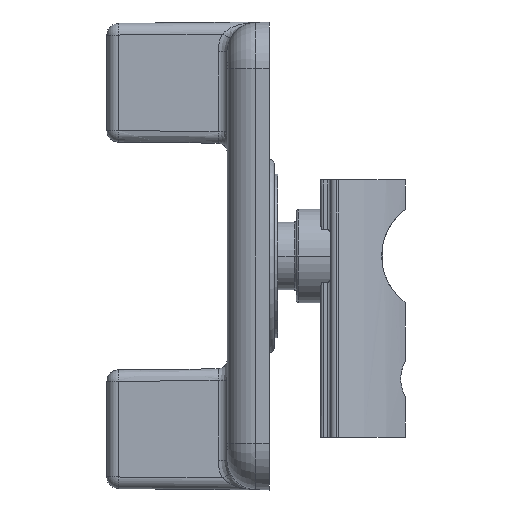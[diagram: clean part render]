
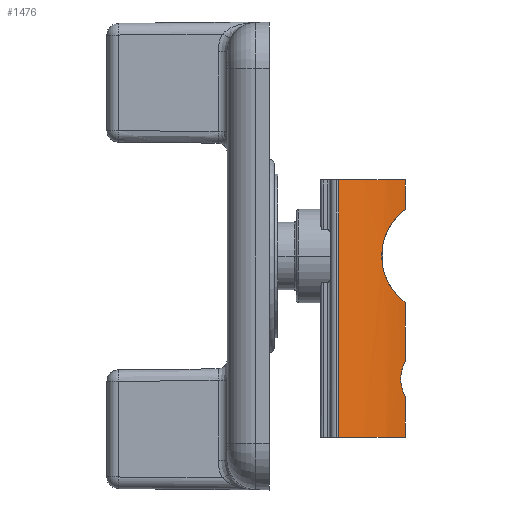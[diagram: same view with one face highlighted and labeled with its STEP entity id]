
A CAD part, left-side view. The second image highlights one B-rep face of the part: STEP entity #1476.
In plain terms, the highlighted cylindrical face has radius 15 mm (diameter 30 mm), a partial arc.
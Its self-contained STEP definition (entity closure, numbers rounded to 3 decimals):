
#22 = VERTEX_POINT ( 'NONE', #2897 ) ;
#117 = CARTESIAN_POINT ( 'NONE',  ( -3.808, -5.646, 13.398 ) ) ;
#141 = CARTESIAN_POINT ( 'NONE',  ( -3.17, -6.257, 18.593 ) ) ;
#195 = DIRECTION ( 'NONE',  ( 0., 0., 1. ) ) ;
#218 = CARTESIAN_POINT ( 'NONE',  ( -2.5, -6.818, 5.141 ) ) ;
#277 = EDGE_CURVE ( 'NONE', #6542, #5054, #5106, .T. ) ;
#491 = VERTEX_POINT ( 'NONE', #3686 ) ;
#540 = CARTESIAN_POINT ( 'NONE',  ( -6.702, -1.514, 22. ) ) ;
#639 = CARTESIAN_POINT ( 'NONE',  ( -2.328, -6.96, 11.68 ) ) ;
#662 = CARTESIAN_POINT ( 'NONE',  ( -4.122, -5.316, 14.406 ) ) ;
#690 = CARTESIAN_POINT ( 'NONE',  ( -2.328, -6.96, 19.32 ) ) ;
#757 = CARTESIAN_POINT ( 'NONE',  ( -2.489, -6.827, 4.726 ) ) ;
#827 = VERTEX_POINT ( 'NONE', #2396 ) ;
#941 = DIRECTION ( 'NONE',  ( 0., 0., 1. ) ) ;
#1109 = CYLINDRICAL_SURFACE ( 'NONE', #4269, 15. ) ;
#1133 = EDGE_CURVE ( 'NONE', #2300, #2168, #4947, .T. ) ;
#1156 = CARTESIAN_POINT ( 'NONE',  ( -2., -7.2, 11.5 ) ) ;
#1179 = CARTESIAN_POINT ( 'NONE',  ( -4.215, -5.215, 15.054 ) ) ;
#1272 = CARTESIAN_POINT ( 'NONE',  ( -2.41, -6.89, 4.321 ) ) ;
#1476 = ADVANCED_FACE ( 'NONE', ( #4381 ), #1109, .T. ) ;
#1506 = EDGE_CURVE ( 'NONE', #5357, #491, #3902, .T. ) ;
#1707 = CARTESIAN_POINT ( 'NONE',  ( -4.229, -5.2, 15.717 ) ) ;
#1737 = EDGE_CURVE ( 'NONE', #22, #6542, #5016, .T. ) ;
#1758 = CARTESIAN_POINT ( 'NONE',  ( -2., -7.2, 6.5 ) ) ;
#1809 = CARTESIAN_POINT ( 'NONE',  ( -2.154, -7.088, 3.705 ) ) ;
#1877 = CARTESIAN_POINT ( 'NONE',  ( -2., -7.2, 6.5 ) ) ;
#2041 = CARTESIAN_POINT ( 'NONE',  ( 6.854, 4.908, 22. ) ) ;
#2083 = CIRCLE ( 'NONE', #6231, 15. ) ;
#2168 = VERTEX_POINT ( 'NONE', #2774 ) ;
#2209 = CARTESIAN_POINT ( 'NONE',  ( -2.628, -6.72, 11.893 ) ) ;
#2235 = CARTESIAN_POINT ( 'NONE',  ( -4.163, -5.272, 16.374 ) ) ;
#2300 = VERTEX_POINT ( 'NONE', #4934 ) ;
#2309 = CARTESIAN_POINT ( 'NONE',  ( -2.278, -6.992, 6.065 ) ) ;
#2396 = CARTESIAN_POINT ( 'NONE',  ( -2., -7.2, 0. ) ) ;
#2414 = EDGE_CURVE ( 'NONE', #491, #827, #2083, .T. ) ;
#2512 = CARTESIAN_POINT ( 'NONE',  ( -2., -7.2, 22. ) ) ;
#2552 = EDGE_LOOP ( 'NONE', ( #5284, #3355, #3509, #5394, #3326, #3588, #5382, #4830 ) ) ;
#2659 = EDGE_CURVE ( 'NONE', #22, #2168, #4633, .T. ) ;
#2744 = CARTESIAN_POINT ( 'NONE',  ( -3.165, -6.257, 12.42 ) ) ;
#2768 = CARTESIAN_POINT ( 'NONE',  ( -3.966, -5.482, 17.21 ) ) ;
#2774 = CARTESIAN_POINT ( 'NONE',  ( -2., -7.2, 19.5 ) ) ;
#2817 = CIRCLE ( 'NONE', #5468, 15. ) ;
#2839 = CARTESIAN_POINT ( 'NONE',  ( -2., -7.2, 3.5 ) ) ;
#2844 = CARTESIAN_POINT ( 'NONE',  ( -2.409, -6.89, 5.681 ) ) ;
#2897 = CARTESIAN_POINT ( 'NONE',  ( -2., -7.2, 11.5 ) ) ;
#3099 = DIRECTION ( 'NONE',  ( 0., 0., -1. ) ) ;
#3245 = CARTESIAN_POINT ( 'NONE',  ( -2.154, -7.088, 6.295 ) ) ;
#3266 = CARTESIAN_POINT ( 'NONE',  ( -3.512, -5.935, 12.884 ) ) ;
#3290 = CARTESIAN_POINT ( 'NONE',  ( -3.413, -6.031, 18.289 ) ) ;
#3305 = CARTESIAN_POINT ( 'NONE',  ( -2., -7.2, 22. ) ) ;
#3326 = ORIENTED_EDGE ( 'NONE', *, *, #1506, .T. ) ;
#3346 = CARTESIAN_POINT ( 'NONE',  ( 6.854, 4.908, 22. ) ) ;
#3355 = ORIENTED_EDGE ( 'NONE', *, *, #2659, .T. ) ;
#3364 = CARTESIAN_POINT ( 'NONE',  ( -2.488, -6.828, 5.281 ) ) ;
#3485 = VECTOR ( 'NONE', #5470, 1000. ) ;
#3509 = ORIENTED_EDGE ( 'NONE', *, *, #1133, .F. ) ;
#3588 = ORIENTED_EDGE ( 'NONE', *, *, #2414, .T. ) ;
#3629 = CARTESIAN_POINT ( 'NONE',  ( -6.702, -1.514, 22. ) ) ;
#3686 = CARTESIAN_POINT ( 'NONE',  ( -6.702, -1.514, 0. ) ) ;
#3691 = EDGE_CURVE ( 'NONE', #5357, #2300, #2817, .T. ) ;
#3800 = CARTESIAN_POINT ( 'NONE',  ( -3.965, -5.482, 13.789 ) ) ;
#3825 = CARTESIAN_POINT ( 'NONE',  ( -2.628, -6.72, 19.107 ) ) ;
#3875 = DIRECTION ( 'NONE',  ( 1., 0., 0. ) ) ;
#3898 = CARTESIAN_POINT ( 'NONE',  ( -2.5, -6.818, 4.863 ) ) ;
#3902 = LINE ( 'NONE', #3629, #5102 ) ;
#3936 = EDGE_CURVE ( 'NONE', #5054, #827, #5802, .T. ) ;
#3963 = VECTOR ( 'NONE', #5623, 1000. ) ;
#4081 = CARTESIAN_POINT ( 'NONE',  ( 6.854, 4.908, 0. ) ) ;
#4269 = AXIS2_PLACEMENT_3D ( 'NONE', #2041, #5655, #5165 ) ;
#4315 = CARTESIAN_POINT ( 'NONE',  ( -4.161, -5.274, 14.618 ) ) ;
#4338 = CARTESIAN_POINT ( 'NONE',  ( -2., -7.2, 19.5 ) ) ;
#4381 = FACE_OUTER_BOUND ( 'NONE', #2552, .T. ) ;
#4416 = CARTESIAN_POINT ( 'NONE',  ( -2.444, -6.863, 4.455 ) ) ;
#4590 = DIRECTION ( 'NONE',  ( 1., 0., 0. ) ) ;
#4626 = VECTOR ( 'NONE', #5385, 1000. ) ;
#4633 = B_SPLINE_CURVE_WITH_KNOTS ( 'NONE', 3,
 ( #1156, #639, #2209, #5840, #2744, #6363, #3266, #117, #3800, #662, #4315, #1179, #4838, #1707, #5349, #2235, #5861, #2768, #6389, #3290, #141, #3825, #690, #4338 ),
 .UNSPECIFIED., .F., .F.,
 ( 4, 2, 2, 2, 2, 2, 2, 2, 2, 2, 2, 4 ),
 ( 0., 0.001, 0.002, 0.003, 0.004, 0.005, 0.005, 0.006, 0.007, 0.008, 0.009, 0.011 ),
 .UNSPECIFIED. ) ;
#4830 = ORIENTED_EDGE ( 'NONE', *, *, #277, .F. ) ;
#4838 = CARTESIAN_POINT ( 'NONE',  ( -4.229, -5.2, 15.277 ) ) ;
#4932 = CARTESIAN_POINT ( 'NONE',  ( -2.28, -6.991, 3.939 ) ) ;
#4934 = CARTESIAN_POINT ( 'NONE',  ( -2., -7.2, 22. ) ) ;
#4947 = LINE ( 'NONE', #3305, #4626 ) ;
#4952 = CARTESIAN_POINT ( 'NONE',  ( -2., -7.2, 22. ) ) ;
#5016 = LINE ( 'NONE', #4952, #3485 ) ;
#5054 = VERTEX_POINT ( 'NONE', #2839 ) ;
#5102 = VECTOR ( 'NONE', #3099, 1000. ) ;
#5106 = B_SPLINE_CURVE_WITH_KNOTS ( 'NONE', 3,
 ( #1758, #3245, #2309, #2844, #6468, #3364, #218, #3898, #757, #4416, #1272, #4932, #1809, #5452 ),
 .UNSPECIFIED., .F., .F.,
 ( 4, 2, 2, 2, 2, 2, 4 ),
 ( 0., 0.001, 0.001, 0.002, 0.002, 0.002, 0.003 ),
 .UNSPECIFIED. ) ;
#5165 = DIRECTION ( 'NONE',  ( -1., 0., 0. ) ) ;
#5284 = ORIENTED_EDGE ( 'NONE', *, *, #1737, .F. ) ;
#5349 = CARTESIAN_POINT ( 'NONE',  ( -4.216, -5.214, 15.937 ) ) ;
#5357 = VERTEX_POINT ( 'NONE', #540 ) ;
#5382 = ORIENTED_EDGE ( 'NONE', *, *, #3936, .F. ) ;
#5385 = DIRECTION ( 'NONE',  ( 0., 0., -1. ) ) ;
#5394 = ORIENTED_EDGE ( 'NONE', *, *, #3691, .F. ) ;
#5452 = CARTESIAN_POINT ( 'NONE',  ( -2., -7.2, 3.5 ) ) ;
#5468 = AXIS2_PLACEMENT_3D ( 'NONE', #3346, #195, #3875 ) ;
#5470 = DIRECTION ( 'NONE',  ( 0., 0., -1. ) ) ;
#5623 = DIRECTION ( 'NONE',  ( 0., 0., -1. ) ) ;
#5655 = DIRECTION ( 'NONE',  ( 0., 0., -1. ) ) ;
#5802 = LINE ( 'NONE', #2512, #3963 ) ;
#5840 = CARTESIAN_POINT ( 'NONE',  ( -3.035, -6.372, 12.279 ) ) ;
#5861 = CARTESIAN_POINT ( 'NONE',  ( -4.123, -5.315, 16.589 ) ) ;
#6231 = AXIS2_PLACEMENT_3D ( 'NONE', #4081, #941, #4590 ) ;
#6363 = CARTESIAN_POINT ( 'NONE',  ( -3.403, -6.038, 12.723 ) ) ;
#6389 = CARTESIAN_POINT ( 'NONE',  ( -3.809, -5.646, 17.601 ) ) ;
#6468 = CARTESIAN_POINT ( 'NONE',  ( -2.442, -6.864, 5.55 ) ) ;
#6542 = VERTEX_POINT ( 'NONE', #1877 ) ;
